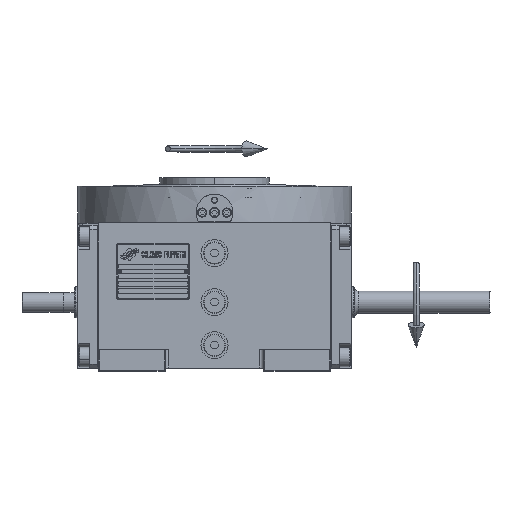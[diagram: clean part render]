
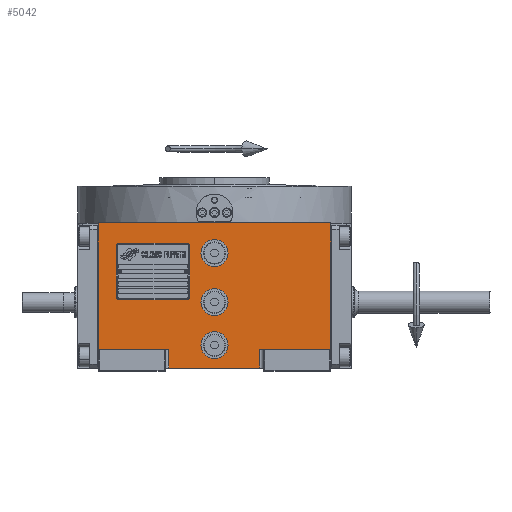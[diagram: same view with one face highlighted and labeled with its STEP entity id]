
A CAD part, top view. The second image highlights one B-rep face of the part: STEP entity #5042.
In plain terms, the highlighted planar face has unit normal (0, 0, 1).
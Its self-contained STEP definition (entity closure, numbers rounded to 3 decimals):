
#26 = CARTESIAN_POINT ( 'NONE',  ( 37., -38.5, 163.5 ) ) ;
#649 = DIRECTION ( 'NONE',  ( 0., 1., 0. ) ) ;
#1654 = LINE ( 'NONE', #47551, #16414 ) ;
#2922 = DIRECTION ( 'NONE',  ( 0., 0., 1. ) ) ;
#3030 = CARTESIAN_POINT ( 'NONE',  ( 37., -38.5, 163.5 ) ) ;
#3242 = CARTESIAN_POINT ( 'NONE',  ( -11., 40., 163.5 ) ) ;
#3255 = CARTESIAN_POINT ( 'NONE',  ( 0., 0., 163.5 ) ) ;
#3358 = DIRECTION ( 'NONE',  ( 0., 1., 0. ) ) ;
#3792 = VERTEX_POINT ( 'NONE', #34325 ) ;
#4135 = EDGE_CURVE ( 'NONE', #28104, #61111, #5158, .T. ) ;
#4171 = CARTESIAN_POINT ( 'NONE',  ( 0., -35., 163.5 ) ) ;
#5042 = ADVANCED_FACE ( 'NONE', ( #8773, #8086, #12853, #33575 ), #54334, .T. ) ;
#5158 = CIRCLE ( 'NONE', #21395, 11. ) ;
#5434 = DIRECTION ( 'NONE',  ( 1., 0., 0. ) ) ;
#5746 = CARTESIAN_POINT ( 'NONE',  ( 11., 0., 163.5 ) ) ;
#6062 = CARTESIAN_POINT ( 'NONE',  ( 94.5, -38.5, 163.5 ) ) ;
#6098 = AXIS2_PLACEMENT_3D ( 'NONE', #45605, #23843, #24523 ) ;
#6404 = VERTEX_POINT ( 'NONE', #29064 ) ;
#6755 = DIRECTION ( 'NONE',  ( 1., 0., 0. ) ) ;
#7994 = VERTEX_POINT ( 'NONE', #58299 ) ;
#8086 = FACE_BOUND ( 'NONE', #44506, .T. ) ;
#8773 = FACE_BOUND ( 'NONE', #55387, .T. ) ;
#9073 = ORIENTED_EDGE ( 'NONE', *, *, #38946, .F. ) ;
#9289 = DIRECTION ( 'NONE',  ( 0., 0., 1. ) ) ;
#9500 = CARTESIAN_POINT ( 'NONE',  ( -94.5, -38.5, 163.5 ) ) ;
#10073 = VECTOR ( 'NONE', #3358, 1000. ) ;
#10511 = EDGE_CURVE ( 'NONE', #3792, #45341, #39886, .T. ) ;
#10718 = DIRECTION ( 'NONE',  ( 1., 0., 0. ) ) ;
#11478 = CARTESIAN_POINT ( 'NONE',  ( 0., 0., 163.5 ) ) ;
#12381 = CIRCLE ( 'NONE', #48215, 11. ) ;
#12853 = FACE_BOUND ( 'NONE', #36445, .T. ) ;
#13515 = DIRECTION ( 'NONE',  ( 1., 0., 0. ) ) ;
#13647 = VERTEX_POINT ( 'NONE', #40861 ) ;
#13763 = DIRECTION ( 'NONE',  ( -1., 0., 0. ) ) ;
#14057 = CARTESIAN_POINT ( 'NONE',  ( -37., -53.5, 163.5 ) ) ;
#14176 = CARTESIAN_POINT ( 'NONE',  ( -37., -38.5, 163.5 ) ) ;
#14280 = EDGE_CURVE ( 'NONE', #14710, #33452, #61998, .T. ) ;
#14390 = DIRECTION ( 'NONE',  ( -1., 0., 0. ) ) ;
#14710 = VERTEX_POINT ( 'NONE', #51936 ) ;
#15024 = DIRECTION ( 'NONE',  ( -1., 0., 0. ) ) ;
#15262 = LINE ( 'NONE', #9500, #10073 ) ;
#15540 = VECTOR ( 'NONE', #18840, 1000. ) ;
#16171 = ORIENTED_EDGE ( 'NONE', *, *, #35845, .F. ) ;
#16178 = CARTESIAN_POINT ( 'NONE',  ( -37., -53.5, 163.5 ) ) ;
#16277 = LINE ( 'NONE', #6062, #61978 ) ;
#16325 = ORIENTED_EDGE ( 'NONE', *, *, #4135, .F. ) ;
#16414 = VECTOR ( 'NONE', #22371, 1000. ) ;
#18381 = VECTOR ( 'NONE', #48898, 1000. ) ;
#18840 = DIRECTION ( 'NONE',  ( 0., 1., 0. ) ) ;
#18935 = ORIENTED_EDGE ( 'NONE', *, *, #48302, .T. ) ;
#20230 = CIRCLE ( 'NONE', #6098, 11. ) ;
#21395 = AXIS2_PLACEMENT_3D ( 'NONE', #3255, #2922, #13763 ) ;
#22371 = DIRECTION ( 'NONE',  ( 1., 0., 0. ) ) ;
#22539 = AXIS2_PLACEMENT_3D ( 'NONE', #4171, #24890, #15024 ) ;
#22690 = LINE ( 'NONE', #43439, #18381 ) ;
#23843 = DIRECTION ( 'NONE',  ( 0., 0., 1. ) ) ;
#24523 = DIRECTION ( 'NONE',  ( 1., 0., 0. ) ) ;
#24816 = ORIENTED_EDGE ( 'NONE', *, *, #46379, .F. ) ;
#24890 = DIRECTION ( 'NONE',  ( 0., 0., 1. ) ) ;
#25558 = EDGE_LOOP ( 'NONE', ( #28093, #47663, #18935, #63174, #16171, #66185, #48019, #36547 ) ) ;
#25819 = LINE ( 'NONE', #26, #65223 ) ;
#27913 = CIRCLE ( 'NONE', #22539, 11. ) ;
#28093 = ORIENTED_EDGE ( 'NONE', *, *, #53927, .T. ) ;
#28104 = VERTEX_POINT ( 'NONE', #54248 ) ;
#29064 = CARTESIAN_POINT ( 'NONE',  ( -94.5, -38.5, 163.5 ) ) ;
#29124 = VERTEX_POINT ( 'NONE', #61219 ) ;
#30092 = EDGE_CURVE ( 'NONE', #30352, #7994, #25819, .T. ) ;
#30352 = VERTEX_POINT ( 'NONE', #3030 ) ;
#33452 = VERTEX_POINT ( 'NONE', #65211 ) ;
#33575 = FACE_OUTER_BOUND ( 'NONE', #25558, .T. ) ;
#34325 = CARTESIAN_POINT ( 'NONE',  ( -37., -53.5, 163.5 ) ) ;
#34391 = EDGE_CURVE ( 'NONE', #6404, #49775, #15262, .T. ) ;
#34547 = AXIS2_PLACEMENT_3D ( 'NONE', #65245, #39349, #13515 ) ;
#34605 = EDGE_CURVE ( 'NONE', #61111, #28104, #47028, .T. ) ;
#35845 = EDGE_CURVE ( 'NONE', #49775, #45799, #1654, .T. ) ;
#36445 = EDGE_LOOP ( 'NONE', ( #37947, #9073 ) ) ;
#36543 = LINE ( 'NONE', #16178, #61407 ) ;
#36547 = ORIENTED_EDGE ( 'NONE', *, *, #10511, .F. ) ;
#36683 = DIRECTION ( 'NONE',  ( 0., 0., 1. ) ) ;
#37355 = CARTESIAN_POINT ( 'NONE',  ( -94.5, 64.5, 163.5 ) ) ;
#37947 = ORIENTED_EDGE ( 'NONE', *, *, #65191, .F. ) ;
#38946 = EDGE_CURVE ( 'NONE', #45668, #13647, #12381, .T. ) ;
#39349 = DIRECTION ( 'NONE',  ( 0., 0., 1. ) ) ;
#39883 = ORIENTED_EDGE ( 'NONE', *, *, #14280, .F. ) ;
#39886 = LINE ( 'NONE', #14057, #15540 ) ;
#40861 = CARTESIAN_POINT ( 'NONE',  ( 11., 40., 163.5 ) ) ;
#42114 = CARTESIAN_POINT ( 'NONE',  ( 0., -35., 163.5 ) ) ;
#42753 = DIRECTION ( 'NONE',  ( 1., 0., 0. ) ) ;
#43094 = DIRECTION ( 'NONE',  ( 0., 0., 1. ) ) ;
#43439 = CARTESIAN_POINT ( 'NONE',  ( -94.5, -38.5, 163.5 ) ) ;
#44506 = EDGE_LOOP ( 'NONE', ( #39883, #24816 ) ) ;
#45341 = VERTEX_POINT ( 'NONE', #14176 ) ;
#45605 = CARTESIAN_POINT ( 'NONE',  ( 0., 40., 163.5 ) ) ;
#45668 = VERTEX_POINT ( 'NONE', #3242 ) ;
#45799 = VERTEX_POINT ( 'NONE', #59680 ) ;
#46379 = EDGE_CURVE ( 'NONE', #33452, #14710, #27913, .T. ) ;
#47028 = CIRCLE ( 'NONE', #55726, 11. ) ;
#47551 = CARTESIAN_POINT ( 'NONE',  ( -94.5, 64.5, 163.5 ) ) ;
#47663 = ORIENTED_EDGE ( 'NONE', *, *, #30092, .F. ) ;
#48019 = ORIENTED_EDGE ( 'NONE', *, *, #58438, .T. ) ;
#48215 = AXIS2_PLACEMENT_3D ( 'NONE', #61325, #9289, #14390 ) ;
#48302 = EDGE_CURVE ( 'NONE', #30352, #29124, #58785, .T. ) ;
#48898 = DIRECTION ( 'NONE',  ( 1., 0., 0. ) ) ;
#49775 = VERTEX_POINT ( 'NONE', #37355 ) ;
#51936 = CARTESIAN_POINT ( 'NONE',  ( 11., -35., 163.5 ) ) ;
#52643 = CARTESIAN_POINT ( 'NONE',  ( 37., -38.5, 163.5 ) ) ;
#53927 = EDGE_CURVE ( 'NONE', #3792, #7994, #36543, .T. ) ;
#54248 = CARTESIAN_POINT ( 'NONE',  ( -11., 0., 163.5 ) ) ;
#54334 = PLANE ( 'NONE',  #34547 ) ;
#55387 = EDGE_LOOP ( 'NONE', ( #66564, #16325 ) ) ;
#55586 = VECTOR ( 'NONE', #6755, 1000. ) ;
#55726 = AXIS2_PLACEMENT_3D ( 'NONE', #11478, #43094, #42753 ) ;
#56123 = DIRECTION ( 'NONE',  ( 0., -1., 0. ) ) ;
#58299 = CARTESIAN_POINT ( 'NONE',  ( 37., -53.5, 163.5 ) ) ;
#58438 = EDGE_CURVE ( 'NONE', #6404, #45341, #22690, .T. ) ;
#58742 = AXIS2_PLACEMENT_3D ( 'NONE', #42114, #36683, #5434 ) ;
#58785 = LINE ( 'NONE', #52643, #55586 ) ;
#59680 = CARTESIAN_POINT ( 'NONE',  ( 94.5, 64.5, 163.5 ) ) ;
#59794 = EDGE_CURVE ( 'NONE', #29124, #45799, #16277, .T. ) ;
#61111 = VERTEX_POINT ( 'NONE', #5746 ) ;
#61219 = CARTESIAN_POINT ( 'NONE',  ( 94.5, -38.5, 163.5 ) ) ;
#61325 = CARTESIAN_POINT ( 'NONE',  ( 0., 40., 163.5 ) ) ;
#61407 = VECTOR ( 'NONE', #10718, 1000. ) ;
#61978 = VECTOR ( 'NONE', #649, 1000. ) ;
#61998 = CIRCLE ( 'NONE', #58742, 11. ) ;
#63174 = ORIENTED_EDGE ( 'NONE', *, *, #59794, .T. ) ;
#65191 = EDGE_CURVE ( 'NONE', #13647, #45668, #20230, .T. ) ;
#65211 = CARTESIAN_POINT ( 'NONE',  ( -11., -35., 163.5 ) ) ;
#65223 = VECTOR ( 'NONE', #56123, 1000. ) ;
#65245 = CARTESIAN_POINT ( 'NONE',  ( -94.5, -53.5, 163.5 ) ) ;
#66185 = ORIENTED_EDGE ( 'NONE', *, *, #34391, .F. ) ;
#66564 = ORIENTED_EDGE ( 'NONE', *, *, #34605, .F. ) ;
